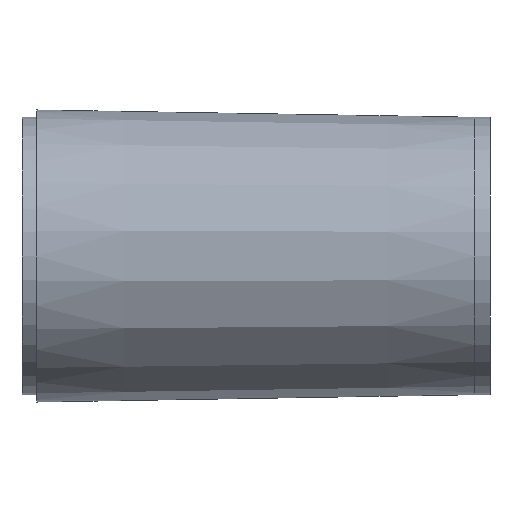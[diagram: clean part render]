
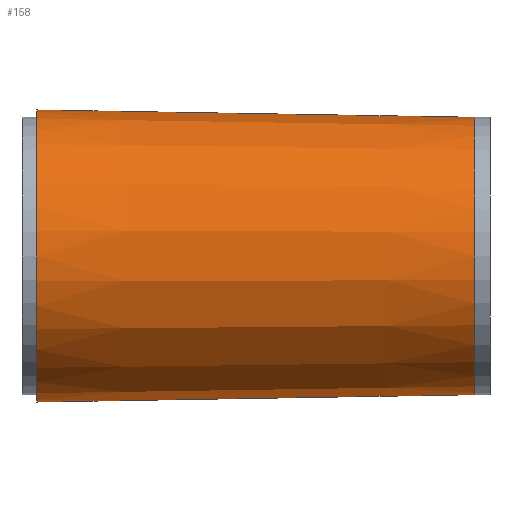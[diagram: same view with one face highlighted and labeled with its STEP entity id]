
A CAD part, front view. The second image highlights one B-rep face of the part: STEP entity #158.
In plain terms, the highlighted conical face has half-angle 0.955 degrees and reference radius 20 mm.
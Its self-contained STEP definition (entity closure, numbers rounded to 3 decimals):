
#139 = VERTEX_POINT('',#140);
#140 = CARTESIAN_POINT('',(44.,0.,19.));
#146 = EDGE_CURVE('',#139,#139,#147,.T.);
#147 = CIRCLE('',#148,19.);
#148 = AXIS2_PLACEMENT_3D('',#149,#150,#151);
#149 = CARTESIAN_POINT('',(44.,0.,0.));
#150 = DIRECTION('',(1.,0.,-0.));
#151 = DIRECTION('',(0.,0.,1.));
#158 = ADVANCED_FACE('',(#159),#178,.T.);
#159 = FACE_BOUND('',#160,.T.);
#160 = EDGE_LOOP('',(#161,#170,#176,#177));
#161 = ORIENTED_EDGE('',*,*,#162,.T.);
#162 = EDGE_CURVE('',#163,#163,#165,.T.);
#163 = VERTEX_POINT('',#164);
#164 = CARTESIAN_POINT('',(-16.,0.,20.));
#165 = CIRCLE('',#166,20.);
#166 = AXIS2_PLACEMENT_3D('',#167,#168,#169);
#167 = CARTESIAN_POINT('',(-16.,0.,0.));
#168 = DIRECTION('',(1.,0.,-0.));
#169 = DIRECTION('',(0.,0.,1.));
#170 = ORIENTED_EDGE('',*,*,#171,.T.);
#171 = EDGE_CURVE('',#163,#139,#172,.T.);
#172 = LINE('',#173,#174);
#173 = CARTESIAN_POINT('',(-16.,0.,20.));
#174 = VECTOR('',#175,1.);
#175 = DIRECTION('',(1.,0.,-0.017));
#176 = ORIENTED_EDGE('',*,*,#146,.F.);
#177 = ORIENTED_EDGE('',*,*,#171,.F.);
#178 = CONICAL_SURFACE('',#179,20.,0.017);
#179 = AXIS2_PLACEMENT_3D('',#180,#181,#182);
#180 = CARTESIAN_POINT('',(-16.,0.,0.));
#181 = DIRECTION('',(-1.,-0.,-0.));
#182 = DIRECTION('',(-0.,0.,1.));
